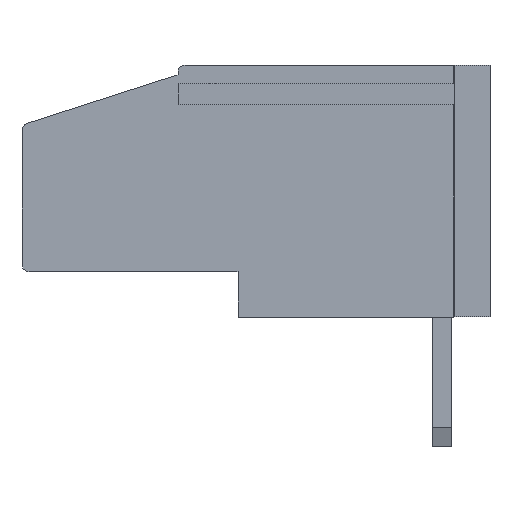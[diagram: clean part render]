
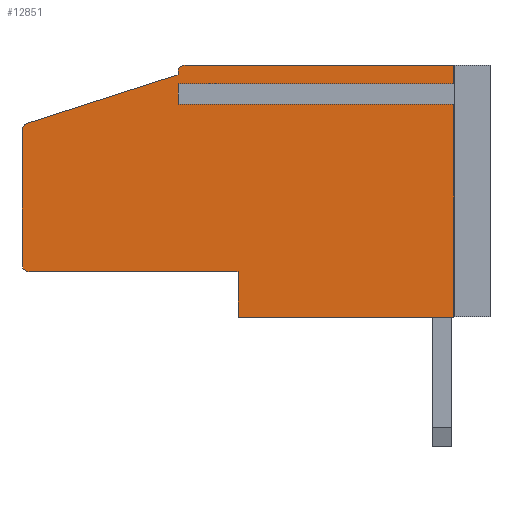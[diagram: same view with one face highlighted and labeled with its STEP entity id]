
A CAD part, left-side view. The second image highlights one B-rep face of the part: STEP entity #12851.
In plain terms, the highlighted planar face has unit normal (-1, 0, 0).
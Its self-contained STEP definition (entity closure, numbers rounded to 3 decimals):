
#53 = CARTESIAN_POINT ( 'NONE',  ( 0., 13., 9.502 ) ) ;
#421 = CARTESIAN_POINT ( 'NONE',  ( 0., 19.5, 1.9 ) ) ;
#572 = CARTESIAN_POINT ( 'NONE',  ( 0., 13., 9.502 ) ) ;
#665 = VERTEX_POINT ( 'NONE', #8387 ) ;
#861 = CARTESIAN_POINT ( 'NONE',  ( 0., 19.2, 7.782 ) ) ;
#1000 = CARTESIAN_POINT ( 'NONE',  ( 0., 19.5, 8. ) ) ;
#1131 = VERTEX_POINT ( 'NONE', #24123 ) ;
#1140 = VERTEX_POINT ( 'NONE', #26779 ) ;
#1190 = AXIS2_PLACEMENT_3D ( 'NONE', #4875, #21671, #30658 ) ;
#1352 = VERTEX_POINT ( 'NONE', #28456 ) ;
#1757 = ORIENTED_EDGE ( 'NONE', *, *, #30912, .F. ) ;
#1769 = VECTOR ( 'NONE', #26142, 1000. ) ;
#2246 = CARTESIAN_POINT ( 'NONE',  ( 0., 12.7, 10.5 ) ) ;
#2335 = CARTESIAN_POINT ( 'NONE',  ( 0., 12.7, 10.2 ) ) ;
#2499 = DIRECTION ( 'NONE',  ( 0., -1., 0. ) ) ;
#2522 = DIRECTION ( 'NONE',  ( 0., 0., 1. ) ) ;
#2679 = LINE ( 'NONE', #29024, #18153 ) ;
#2752 = ORIENTED_EDGE ( 'NONE', *, *, #16437, .T. ) ;
#2859 = ORIENTED_EDGE ( 'NONE', *, *, #26003, .T. ) ;
#3811 = ORIENTED_EDGE ( 'NONE', *, *, #17047, .F. ) ;
#3953 = EDGE_CURVE ( 'NONE', #14450, #1352, #26478, .T. ) ;
#4074 = VERTEX_POINT ( 'NONE', #23168 ) ;
#4343 = VERTEX_POINT ( 'NONE', #11235 ) ;
#4875 = CARTESIAN_POINT ( 'NONE',  ( 0., 19.5, 10.5 ) ) ;
#4968 = CARTESIAN_POINT ( 'NONE',  ( 0., 10.5, 1.9 ) ) ;
#5118 = DIRECTION ( 'NONE',  ( 0., 1., 0. ) ) ;
#5654 = CARTESIAN_POINT ( 'NONE',  ( 0., 1.5, 10.5 ) ) ;
#6986 = ORIENTED_EDGE ( 'NONE', *, *, #29287, .F. ) ;
#7035 = DIRECTION ( 'NONE',  ( 0., 0., -1. ) ) ;
#7440 = EDGE_CURVE ( 'NONE', #24164, #9453, #24986, .T. ) ;
#7639 = CARTESIAN_POINT ( 'NONE',  ( 0., 19.5, 10.5 ) ) ;
#7665 = DIRECTION ( 'NONE',  ( -1., 0., 0. ) ) ;
#7803 = DIRECTION ( 'NONE',  ( 0., 0., -1. ) ) ;
#8049 = VERTEX_POINT ( 'NONE', #26689 ) ;
#8387 = CARTESIAN_POINT ( 'NONE',  ( 0., 13., 9.098 ) ) ;
#8714 = PLANE ( 'NONE',  #1190 ) ;
#9045 = CARTESIAN_POINT ( 'NONE',  ( 0., 13., 10.1 ) ) ;
#9160 = VECTOR ( 'NONE', #16860, 1000. ) ;
#9312 = CARTESIAN_POINT ( 'NONE',  ( 0., 19.5, 10.5 ) ) ;
#9453 = VERTEX_POINT ( 'NONE', #11507 ) ;
#9634 = LINE ( 'NONE', #11822, #20640 ) ;
#9940 = VECTOR ( 'NONE', #21985, 1000. ) ;
#10563 = EDGE_CURVE ( 'NONE', #4074, #1140, #15298, .T. ) ;
#10622 = DIRECTION ( 'NONE',  ( 0., -0.952, 0.307 ) ) ;
#10785 = VECTOR ( 'NONE', #2499, 1000. ) ;
#10966 = EDGE_CURVE ( 'NONE', #25431, #22933, #21243, .T. ) ;
#11209 = VECTOR ( 'NONE', #10622, 1000. ) ;
#11235 = CARTESIAN_POINT ( 'NONE',  ( 0., 10.5, 0. ) ) ;
#11331 = CARTESIAN_POINT ( 'NONE',  ( 0., 13., 9.502 ) ) ;
#11384 = VERTEX_POINT ( 'NONE', #20236 ) ;
#11464 = VECTOR ( 'NONE', #14238, 1000. ) ;
#11507 = CARTESIAN_POINT ( 'NONE',  ( 0., 1.5, 0. ) ) ;
#11822 = CARTESIAN_POINT ( 'NONE',  ( 0., 1.5, 10.5 ) ) ;
#12433 = VERTEX_POINT ( 'NONE', #2246 ) ;
#12851 = ADVANCED_FACE ( 'NONE', ( #30199 ), #8714, .F. ) ;
#12871 = DIRECTION ( 'NONE',  ( -1., 0., 0. ) ) ;
#13018 = EDGE_CURVE ( 'NONE', #12433, #1131, #30779, .T. ) ;
#13688 = AXIS2_PLACEMENT_3D ( 'NONE', #861, #17189, #26761 ) ;
#14238 = DIRECTION ( 'NONE',  ( 0., 0., 1. ) ) ;
#14342 = AXIS2_PLACEMENT_3D ( 'NONE', #26824, #12871, #22409 ) ;
#14450 = VERTEX_POINT ( 'NONE', #25209 ) ;
#15170 = LINE ( 'NONE', #421, #15849 ) ;
#15298 = LINE ( 'NONE', #1000, #11209 ) ;
#15849 = VECTOR ( 'NONE', #5118, 1000. ) ;
#15912 = ORIENTED_EDGE ( 'NONE', *, *, #17119, .F. ) ;
#16437 = EDGE_CURVE ( 'NONE', #12433, #8049, #20189, .T. ) ;
#16563 = CARTESIAN_POINT ( 'NONE',  ( 0., 19.5, 0. ) ) ;
#16860 = DIRECTION ( 'NONE',  ( 0., -1., 0. ) ) ;
#17047 = EDGE_CURVE ( 'NONE', #1131, #22933, #9634, .T. ) ;
#17119 = EDGE_CURVE ( 'NONE', #665, #24164, #2679, .T. ) ;
#17189 = DIRECTION ( 'NONE',  ( -1., 0., 0. ) ) ;
#17344 = VECTOR ( 'NONE', #7803, 1000. ) ;
#17613 = AXIS2_PLACEMENT_3D ( 'NONE', #2335, #7665, #7035 ) ;
#17622 = EDGE_CURVE ( 'NONE', #4074, #1352, #26702, .T. ) ;
#18153 = VECTOR ( 'NONE', #21821, 1000. ) ;
#20189 = CIRCLE ( 'NONE', #17613, 0.3 ) ;
#20233 = VECTOR ( 'NONE', #2522, 1000. ) ;
#20236 = CARTESIAN_POINT ( 'NONE',  ( 0., 19.2, 1.9 ) ) ;
#20383 = CIRCLE ( 'NONE', #14342, 0.3 ) ;
#20640 = VECTOR ( 'NONE', #25933, 1000. ) ;
#20793 = LINE ( 'NONE', #9045, #22238 ) ;
#21069 = DIRECTION ( 'NONE',  ( 0., 0., 1. ) ) ;
#21243 = LINE ( 'NONE', #53, #9160 ) ;
#21471 = ORIENTED_EDGE ( 'NONE', *, *, #23537, .T. ) ;
#21671 = DIRECTION ( 'NONE',  ( 1., 0., 0. ) ) ;
#21821 = DIRECTION ( 'NONE',  ( 0., -1., 0. ) ) ;
#21985 = DIRECTION ( 'NONE',  ( 0., 0., -1. ) ) ;
#22238 = VECTOR ( 'NONE', #21069, 1000. ) ;
#22409 = DIRECTION ( 'NONE',  ( 0., 0., -1. ) ) ;
#22933 = VERTEX_POINT ( 'NONE', #24836 ) ;
#23168 = CARTESIAN_POINT ( 'NONE',  ( 0., 19.292, 8.067 ) ) ;
#23526 = ORIENTED_EDGE ( 'NONE', *, *, #7440, .F. ) ;
#23537 = EDGE_CURVE ( 'NONE', #4343, #9453, #23632, .T. ) ;
#23632 = LINE ( 'NONE', #16563, #1769 ) ;
#24043 = CARTESIAN_POINT ( 'NONE',  ( 0., 10.5, 1.9 ) ) ;
#24123 = CARTESIAN_POINT ( 'NONE',  ( 0., 1.5, 10.5 ) ) ;
#24164 = VERTEX_POINT ( 'NONE', #27840 ) ;
#24225 = ORIENTED_EDGE ( 'NONE', *, *, #3953, .F. ) ;
#24404 = ORIENTED_EDGE ( 'NONE', *, *, #10563, .F. ) ;
#24519 = VERTEX_POINT ( 'NONE', #4968 ) ;
#24660 = EDGE_LOOP ( 'NONE', ( #24225, #2859, #24850, #30497, #21471, #23526, #15912, #1757, #29518, #3811, #29384, #2752, #6986, #24404, #26029 ) ) ;
#24836 = CARTESIAN_POINT ( 'NONE',  ( 0., 1.5, 9.502 ) ) ;
#24850 = ORIENTED_EDGE ( 'NONE', *, *, #30998, .F. ) ;
#24986 = LINE ( 'NONE', #5654, #9940 ) ;
#25209 = CARTESIAN_POINT ( 'NONE',  ( 0., 19.5, 2.2 ) ) ;
#25431 = VERTEX_POINT ( 'NONE', #11331 ) ;
#25933 = DIRECTION ( 'NONE',  ( 0., 0., -1. ) ) ;
#26003 = EDGE_CURVE ( 'NONE', #14450, #11384, #20383, .T. ) ;
#26029 = ORIENTED_EDGE ( 'NONE', *, *, #17622, .T. ) ;
#26142 = DIRECTION ( 'NONE',  ( 0., -1., 0. ) ) ;
#26396 = LINE ( 'NONE', #24043, #20233 ) ;
#26478 = LINE ( 'NONE', #7639, #11464 ) ;
#26689 = CARTESIAN_POINT ( 'NONE',  ( 0., 13., 10.2 ) ) ;
#26702 = CIRCLE ( 'NONE', #13688, 0.3 ) ;
#26761 = DIRECTION ( 'NONE',  ( 0., 0., -1. ) ) ;
#26779 = CARTESIAN_POINT ( 'NONE',  ( 0., 13., 10.1 ) ) ;
#26824 = CARTESIAN_POINT ( 'NONE',  ( 0., 19.2, 2.2 ) ) ;
#27217 = EDGE_CURVE ( 'NONE', #4343, #24519, #26396, .T. ) ;
#27840 = CARTESIAN_POINT ( 'NONE',  ( 0., 1.5, 9.098 ) ) ;
#28456 = CARTESIAN_POINT ( 'NONE',  ( 0., 19.5, 7.782 ) ) ;
#28976 = LINE ( 'NONE', #572, #17344 ) ;
#29024 = CARTESIAN_POINT ( 'NONE',  ( 0., 13., 9.098 ) ) ;
#29287 = EDGE_CURVE ( 'NONE', #1140, #8049, #20793, .T. ) ;
#29384 = ORIENTED_EDGE ( 'NONE', *, *, #13018, .F. ) ;
#29518 = ORIENTED_EDGE ( 'NONE', *, *, #10966, .T. ) ;
#30199 = FACE_OUTER_BOUND ( 'NONE', #24660, .T. ) ;
#30497 = ORIENTED_EDGE ( 'NONE', *, *, #27217, .F. ) ;
#30658 = DIRECTION ( 'NONE',  ( 0., 0., -1. ) ) ;
#30779 = LINE ( 'NONE', #9312, #10785 ) ;
#30912 = EDGE_CURVE ( 'NONE', #25431, #665, #28976, .T. ) ;
#30998 = EDGE_CURVE ( 'NONE', #24519, #11384, #15170, .T. ) ;
